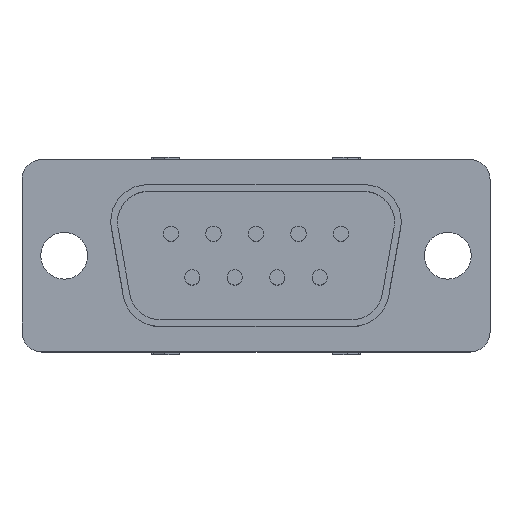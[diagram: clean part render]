
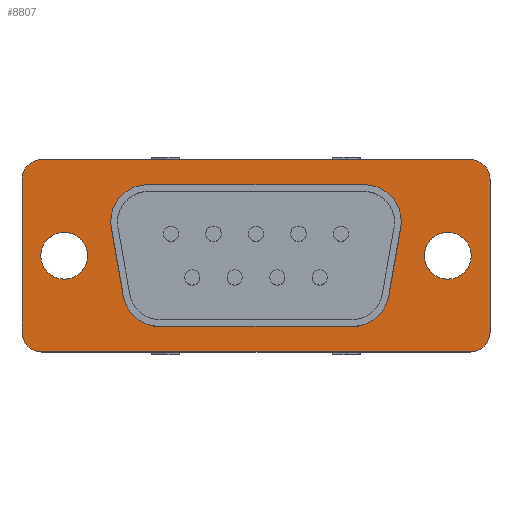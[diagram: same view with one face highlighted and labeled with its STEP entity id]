
A CAD part, top view. The second image highlights one B-rep face of the part: STEP entity #8807.
In plain terms, the highlighted planar face has unit normal (0, 0, 1).
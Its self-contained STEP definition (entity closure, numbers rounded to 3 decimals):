
#799=PLANE('',#9408);
#932=CIRCLE('',#8953,2.4);
#935=CIRCLE('',#8957,2.4);
#958=CIRCLE('',#8992,1.525);
#960=CIRCLE('',#8995,1.525);
#963=CIRCLE('',#8999,1.525);
#965=CIRCLE('',#9002,1.525);
#1080=CIRCLE('',#9381,2.4);
#1082=CIRCLE('',#9385,2.4);
#1085=CIRCLE('',#9389,2.4);
#1086=CIRCLE('',#9392,2.4);
#1088=CIRCLE('',#9397,1.3);
#1089=CIRCLE('',#9400,1.3);
#1090=CIRCLE('',#9403,1.3);
#1091=CIRCLE('',#9406,1.3);
#1136=VERTEX_POINT('',#11557);
#1138=VERTEX_POINT('',#11560);
#1141=VERTEX_POINT('',#11567);
#1143=VERTEX_POINT('',#11571);
#1188=VERTEX_POINT('',#11674);
#1190=VERTEX_POINT('',#11677);
#1192=VERTEX_POINT('',#11683);
#1194=VERTEX_POINT('',#11686);
#1640=VERTEX_POINT('',#13091);
#1642=VERTEX_POINT('',#13097);
#1644=VERTEX_POINT('',#13103);
#1647=VERTEX_POINT('',#13111);
#1648=VERTEX_POINT('',#13115);
#1650=VERTEX_POINT('',#13121);
#1652=VERTEX_POINT('',#13131);
#1653=VERTEX_POINT('',#13132);
#1654=VERTEX_POINT('',#13137);
#1655=VERTEX_POINT('',#13141);
#1656=VERTEX_POINT('',#13145);
#1657=VERTEX_POINT('',#13149);
#1658=VERTEX_POINT('',#13153);
#1659=VERTEX_POINT('',#13157);
#2538=VECTOR('',#10851,1.);
#2541=VECTOR('',#10861,1.);
#2546=VECTOR('',#10879,1.);
#2550=VECTOR('',#10890,1.);
#2554=VECTOR('',#10900,1.);
#2557=VECTOR('',#10908,1.);
#2560=VECTOR('',#10916,1.);
#2563=VECTOR('',#10924,1.);
#3537=LINE('',#13087,#2538);
#3540=LINE('',#13096,#2541);
#3545=LINE('',#13114,#2546);
#3549=LINE('',#13126,#2550);
#3553=LINE('',#13136,#2554);
#3556=LINE('',#13144,#2557);
#3559=LINE('',#13152,#2560);
#3562=LINE('',#13160,#2563);
#3937=EDGE_CURVE('',#1138,#1136,#932,.T.);
#3943=EDGE_CURVE('',#1141,#1143,#935,.T.);
#3989=EDGE_CURVE('',#1190,#1188,#958,.T.);
#3993=EDGE_CURVE('',#1194,#1192,#960,.T.);
#3997=EDGE_CURVE('',#1192,#1194,#963,.T.);
#3999=EDGE_CURVE('',#1188,#1190,#965,.T.);
#4684=EDGE_CURVE('',#1143,#1138,#3537,.T.);
#4686=EDGE_CURVE('',#1640,#1141,#1080,.T.);
#4689=EDGE_CURVE('',#1642,#1640,#3540,.T.);
#4692=EDGE_CURVE('',#1644,#1642,#1082,.T.);
#4697=EDGE_CURVE('',#1136,#1647,#1085,.T.);
#4698=EDGE_CURVE('',#1647,#1648,#3545,.T.);
#4701=EDGE_CURVE('',#1648,#1650,#1086,.T.);
#4704=EDGE_CURVE('',#1650,#1644,#3549,.T.);
#4706=EDGE_CURVE('',#1652,#1653,#1088,.T.);
#4709=EDGE_CURVE('',#1653,#1654,#3553,.T.);
#4711=EDGE_CURVE('',#1654,#1655,#1089,.T.);
#4713=EDGE_CURVE('',#1655,#1656,#3556,.T.);
#4715=EDGE_CURVE('',#1656,#1657,#1090,.T.);
#4717=EDGE_CURVE('',#1657,#1658,#3559,.T.);
#4719=EDGE_CURVE('',#1658,#1659,#1091,.T.);
#4721=EDGE_CURVE('',#1659,#1652,#3562,.T.);
#6689=ORIENTED_EDGE('',*,*,#3993,.T.);
#6690=ORIENTED_EDGE('',*,*,#3997,.T.);
#6691=ORIENTED_EDGE('',*,*,#3989,.T.);
#6692=ORIENTED_EDGE('',*,*,#3999,.T.);
#6693=ORIENTED_EDGE('',*,*,#4692,.T.);
#6694=ORIENTED_EDGE('',*,*,#4689,.T.);
#6695=ORIENTED_EDGE('',*,*,#4686,.T.);
#6696=ORIENTED_EDGE('',*,*,#3943,.T.);
#6697=ORIENTED_EDGE('',*,*,#4684,.T.);
#6698=ORIENTED_EDGE('',*,*,#3937,.T.);
#6699=ORIENTED_EDGE('',*,*,#4697,.T.);
#6700=ORIENTED_EDGE('',*,*,#4698,.T.);
#6701=ORIENTED_EDGE('',*,*,#4701,.T.);
#6702=ORIENTED_EDGE('',*,*,#4704,.T.);
#6703=ORIENTED_EDGE('',*,*,#4706,.F.);
#6704=ORIENTED_EDGE('',*,*,#4721,.F.);
#6705=ORIENTED_EDGE('',*,*,#4719,.F.);
#6706=ORIENTED_EDGE('',*,*,#4717,.F.);
#6707=ORIENTED_EDGE('',*,*,#4715,.F.);
#6708=ORIENTED_EDGE('',*,*,#4713,.F.);
#6709=ORIENTED_EDGE('',*,*,#4711,.F.);
#6710=ORIENTED_EDGE('',*,*,#4709,.F.);
#7877=EDGE_LOOP('',(#6689,#6690));
#7878=EDGE_LOOP('',(#6691,#6692));
#7879=EDGE_LOOP('',(#6693,#6694,#6695,#6696,#6697,#6698,#6699,#6700,#6701,
#6702));
#7880=EDGE_LOOP('',(#6703,#6704,#6705,#6706,#6707,#6708,#6709,#6710));
#8360=FACE_BOUND('',#7877,.T.);
#8361=FACE_BOUND('',#7878,.T.);
#8362=FACE_BOUND('',#7879,.T.);
#8363=FACE_BOUND('',#7880,.T.);
#8807=ADVANCED_FACE('',(#8360,#8361,#8362,#8363),#799,.T.);
#8953=AXIS2_PLACEMENT_3D('',#11559,#9606,#9607);
#8957=AXIS2_PLACEMENT_3D('',#11572,#9617,#9618);
#8992=AXIS2_PLACEMENT_3D('',#11676,#9710,#9711);
#8995=AXIS2_PLACEMENT_3D('',#11685,#9718,#9719);
#8999=AXIS2_PLACEMENT_3D('',#11692,#9727,#9728);
#9002=AXIS2_PLACEMENT_3D('',#11695,#9733,#9734);
#9381=AXIS2_PLACEMENT_3D('',#13090,#10855,#10856);
#9385=AXIS2_PLACEMENT_3D('',#13102,#10866,#10867);
#9389=AXIS2_PLACEMENT_3D('',#13112,#10876,#10877);
#9392=AXIS2_PLACEMENT_3D('',#13120,#10884,#10885);
#9397=AXIS2_PLACEMENT_3D('',#13130,#10895,#10896);
#9400=AXIS2_PLACEMENT_3D('',#13140,#10904,#10905);
#9403=AXIS2_PLACEMENT_3D('',#13148,#10912,#10913);
#9406=AXIS2_PLACEMENT_3D('',#13156,#10920,#10921);
#9408=AXIS2_PLACEMENT_3D('',#13161,#10925,$);
#9606=DIRECTION('',(0.,0.,-1.));
#9607=DIRECTION('',(2.4,0.,0.));
#9617=DIRECTION('',(0.,0.,-1.));
#9618=DIRECTION('',(2.4,0.,0.));
#9710=DIRECTION('',(0.,0.,-1.));
#9711=DIRECTION('',(1.525,0.,0.));
#9718=DIRECTION('',(0.,0.,-1.));
#9719=DIRECTION('',(1.525,0.,0.));
#9727=DIRECTION('',(0.,0.,-1.));
#9728=DIRECTION('',(1.525,0.,0.));
#9733=DIRECTION('',(0.,0.,-1.));
#9734=DIRECTION('',(1.525,0.,0.));
#10851=DIRECTION('',(1.,0.,0.));
#10855=DIRECTION('',(0.,0.,-1.));
#10856=DIRECTION('',(2.4,0.,0.));
#10861=DIRECTION('',(-0.174,0.985,0.));
#10866=DIRECTION('',(0.,0.,-1.));
#10867=DIRECTION('',(2.4,0.,0.));
#10876=DIRECTION('',(0.,0.,-1.));
#10877=DIRECTION('',(2.4,0.,0.));
#10879=DIRECTION('',(-0.174,-0.985,0.));
#10884=DIRECTION('',(0.,0.,-1.));
#10885=DIRECTION('',(2.4,0.,0.));
#10890=DIRECTION('',(-1.,0.,0.));
#10895=DIRECTION('',(0.,0.,-1.));
#10896=DIRECTION('',(1.3,0.,0.));
#10900=DIRECTION('',(0.,1.,0.));
#10904=DIRECTION('',(0.,0.,-1.));
#10905=DIRECTION('',(1.3,0.,0.));
#10908=DIRECTION('',(1.,0.,0.));
#10912=DIRECTION('',(0.,0.,-1.));
#10913=DIRECTION('',(1.3,0.,0.));
#10916=DIRECTION('',(0.,-1.,0.));
#10920=DIRECTION('',(0.,0.,-1.));
#10921=DIRECTION('',(1.3,0.,0.));
#10924=DIRECTION('',(-1.,0.,0.));
#10925=DIRECTION('',(0.,0.,1.));
#11557=CARTESIAN_POINT('',(9.465,2.22,0.));
#11559=CARTESIAN_POINT('',(7.065,2.22,0.));
#11560=CARTESIAN_POINT('',(7.065,4.62,0.));
#11567=CARTESIAN_POINT('',(-9.465,2.22,0.));
#11571=CARTESIAN_POINT('',(-7.065,4.62,0.));
#11572=CARTESIAN_POINT('',(-7.065,2.22,0.));
#11674=CARTESIAN_POINT('',(-10.975,0.,0.));
#11676=CARTESIAN_POINT('',(-12.5,0.,0.));
#11677=CARTESIAN_POINT('',(-14.025,0.,0.));
#11683=CARTESIAN_POINT('',(14.025,0.,0.));
#11685=CARTESIAN_POINT('',(12.5,0.,0.));
#11686=CARTESIAN_POINT('',(10.975,0.,0.));
#11692=CARTESIAN_POINT('',(12.5,0.,0.));
#11695=CARTESIAN_POINT('',(-12.5,0.,0.));
#13087=CARTESIAN_POINT('',(-7.065,4.62,0.));
#13090=CARTESIAN_POINT('',(-7.065,2.22,0.));
#13091=CARTESIAN_POINT('',(-9.429,1.803,0.));
#13096=CARTESIAN_POINT('',(-8.646,-2.637,0.));
#13097=CARTESIAN_POINT('',(-8.646,-2.637,0.));
#13102=CARTESIAN_POINT('',(-6.282,-2.22,0.));
#13103=CARTESIAN_POINT('',(-6.282,-4.62,0.));
#13111=CARTESIAN_POINT('',(9.429,1.803,0.));
#13112=CARTESIAN_POINT('',(7.065,2.22,0.));
#13114=CARTESIAN_POINT('',(9.429,1.803,0.));
#13115=CARTESIAN_POINT('',(8.646,-2.637,0.));
#13120=CARTESIAN_POINT('',(6.282,-2.22,0.));
#13121=CARTESIAN_POINT('',(6.282,-4.62,0.));
#13126=CARTESIAN_POINT('',(6.282,-4.62,0.));
#13130=CARTESIAN_POINT('',(-13.95,-4.975,0.));
#13131=CARTESIAN_POINT('',(-13.95,-6.275,0.));
#13132=CARTESIAN_POINT('',(-15.25,-4.975,0.));
#13136=CARTESIAN_POINT('',(-15.25,-4.975,0.));
#13137=CARTESIAN_POINT('',(-15.25,4.975,0.));
#13140=CARTESIAN_POINT('',(-13.95,4.975,0.));
#13141=CARTESIAN_POINT('',(-13.95,6.275,0.));
#13144=CARTESIAN_POINT('',(-13.95,6.275,0.));
#13145=CARTESIAN_POINT('',(13.95,6.275,0.));
#13148=CARTESIAN_POINT('',(13.95,4.975,0.));
#13149=CARTESIAN_POINT('',(15.25,4.975,0.));
#13152=CARTESIAN_POINT('',(15.25,4.975,0.));
#13153=CARTESIAN_POINT('',(15.25,-4.975,0.));
#13156=CARTESIAN_POINT('',(13.95,-4.975,0.));
#13157=CARTESIAN_POINT('',(13.95,-6.275,0.));
#13160=CARTESIAN_POINT('',(13.95,-6.275,0.));
#13161=CARTESIAN_POINT('',(0.,0.,0.));
